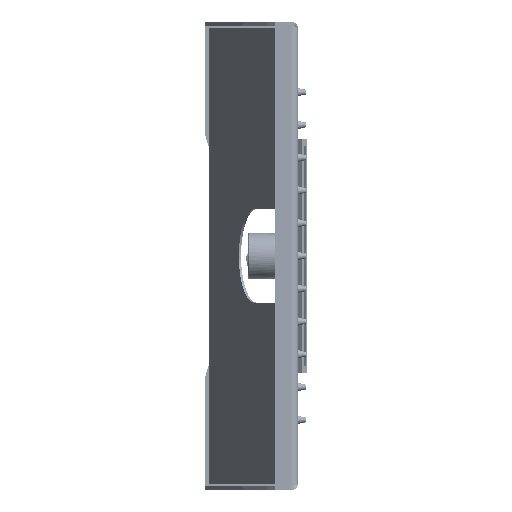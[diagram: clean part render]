
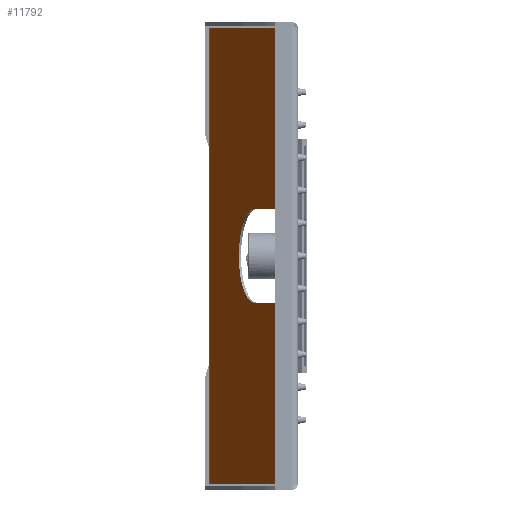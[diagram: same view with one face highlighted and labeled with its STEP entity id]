
A CAD part, left-side view. The second image highlights one B-rep face of the part: STEP entity #11792.
In plain terms, the highlighted planar face has unit normal (-0.322, 0.947, 0).
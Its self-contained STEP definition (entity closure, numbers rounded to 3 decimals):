
#11792=ADVANCED_FACE('',(#16408),#16409,.F.);
#16408=FACE_OUTER_BOUND('',#20877,.T.);
#16409=PLANE('',#20878);
#20877=EDGE_LOOP('',(#26537,#26538,#26539,#26540,#26541,#26542,#26543,#26544,#26545,#26546,#26547,#26548));
#20878=AXIS2_PLACEMENT_3D('',#26549,#26550,#26551);
#26537=ORIENTED_EDGE('',*,*,#34172,.F.);
#26538=ORIENTED_EDGE('',*,*,#34173,.T.);
#26539=ORIENTED_EDGE('',*,*,#34174,.T.);
#26540=ORIENTED_EDGE('',*,*,#34175,.T.);
#26541=ORIENTED_EDGE('',*,*,#34176,.T.);
#26542=ORIENTED_EDGE('',*,*,#34177,.T.);
#26543=ORIENTED_EDGE('',*,*,#34178,.T.);
#26544=ORIENTED_EDGE('',*,*,#34179,.T.);
#26545=ORIENTED_EDGE('',*,*,#34180,.F.);
#26546=ORIENTED_EDGE('',*,*,#34181,.T.);
#26547=ORIENTED_EDGE('',*,*,#34182,.F.);
#26548=ORIENTED_EDGE('',*,*,#34183,.T.);
#26549=CARTESIAN_POINT('',(201.05,3.75,-97.502));
#26550=DIRECTION('',(0.322,-0.947,0.0));
#26551=DIRECTION('',(0.947,0.322,0.0));
#34172=EDGE_CURVE('',#37574,#37575,#37576,.F.);
#34173=EDGE_CURVE('',#37574,#37577,#37578,.T.);
#34174=EDGE_CURVE('',#37577,#37579,#37580,.T.);
#34175=EDGE_CURVE('',#37579,#37581,#37582,.T.);
#34176=EDGE_CURVE('',#37581,#37583,#37584,.T.);
#34177=EDGE_CURVE('',#37583,#37585,#37586,.T.);
#34178=EDGE_CURVE('',#37585,#37587,#37588,.F.);
#34179=EDGE_CURVE('',#37587,#37589,#37590,.F.);
#34180=EDGE_CURVE('',#37591,#37589,#37592,.F.);
#34181=EDGE_CURVE('',#37591,#37593,#37594,.T.);
#34182=EDGE_CURVE('',#37595,#37593,#37596,.T.);
#34183=EDGE_CURVE('',#37595,#37575,#37597,.T.);
#37574=VERTEX_POINT('',#42572);
#37575=VERTEX_POINT('',#42573);
#37576=LINE('',#42574,#42575);
#37577=VERTEX_POINT('',#42576);
#37578=LINE('',#42577,#42578);
#37579=VERTEX_POINT('',#42579);
#37580=LINE('',#42580,#42581);
#37581=VERTEX_POINT('',#42582);
#37582=B_SPLINE_CURVE_WITH_KNOTS('',2,(#42583,#42584,#42585),.UNSPECIFIED.,.F.,.F.,(3,3),(0.0,1.0),.UNSPECIFIED.);
#37583=VERTEX_POINT('',#42586);
#37584=ELLIPSE('',#42587,21.122,20.0);
#37585=VERTEX_POINT('',#42588);
#37586=B_SPLINE_CURVE_WITH_KNOTS('',2,(#42589,#42590,#42591),.UNSPECIFIED.,.F.,.F.,(3,3),(0.0,1.0),.UNSPECIFIED.);
#37587=VERTEX_POINT('',#42592);
#37588=LINE('',#42593,#42594);
#37589=VERTEX_POINT('',#42595);
#37590=LINE('',#42596,#42597);
#37591=VERTEX_POINT('',#42598);
#37592=LINE('',#42599,#42600);
#37593=VERTEX_POINT('',#42601);
#37594=LINE('',#42602,#42603);
#37595=VERTEX_POINT('',#42604);
#37596=LINE('',#42605,#42606);
#37597=LINE('',#42607,#42608);
#42572=CARTESIAN_POINT('',(159.257,-10.447,-20.0));
#42573=CARTESIAN_POINT('',(159.257,-10.447,-97.5));
#42574=CARTESIAN_POINT('',(159.257,-10.447,-97.502));
#42575=VECTOR('',#48437,1.0);
#42576=CARTESIAN_POINT('',(185.574,-1.507,-20.0));
#42577=CARTESIAN_POINT('',(201.05,3.75,-20.0));
#42578=VECTOR('',#48438,1.0);
#42579=CARTESIAN_POINT('',(185.894,-1.395,-20.0));
#42580=CARTESIAN_POINT('',(201.05,3.75,-20.0));
#42581=VECTOR('',#48439,1.0);
#42582=CARTESIAN_POINT('',(191.638,0.553,-19.158));
#42583=CARTESIAN_POINT('',(185.895,-1.398,-20.0));
#42584=CARTESIAN_POINT('',(188.829,-0.402,-20.0));
#42585=CARTESIAN_POINT('',(191.638,0.553,-19.158));
#42586=CARTESIAN_POINT('',(192.863,0.969,18.747));
#42587=AXIS2_PLACEMENT_3D('',#48440,#48441,#48442);
#42588=CARTESIAN_POINT('',(185.895,-1.396,20.0));
#42589=CARTESIAN_POINT('',(192.863,0.969,18.747));
#42590=CARTESIAN_POINT('',(189.492,-0.176,20.0));
#42591=CARTESIAN_POINT('',(185.895,-1.398,20.0));
#42592=CARTESIAN_POINT('',(185.574,-1.507,20.0));
#42593=CARTESIAN_POINT('',(201.05,3.75,20.0));
#42594=VECTOR('',#48443,1.0);
#42595=CARTESIAN_POINT('',(159.257,-10.447,20.0));
#42596=CARTESIAN_POINT('',(201.05,3.75,20.0));
#42597=VECTOR('',#48444,1.0);
#42598=CARTESIAN_POINT('',(159.257,-10.447,97.5));
#42599=CARTESIAN_POINT('',(159.257,-10.447,-97.502));
#42600=VECTOR('',#48445,1.0);
#42601=CARTESIAN_POINT('',(242.687,17.894,97.5));
#42602=CARTESIAN_POINT('',(201.05,3.75,97.5));
#42603=VECTOR('',#48446,1.0);
#42604=CARTESIAN_POINT('',(242.687,17.894,-97.5));
#42605=CARTESIAN_POINT('',(242.687,17.894,97.5));
#42606=VECTOR('',#48447,1.0);
#42607=CARTESIAN_POINT('',(201.05,3.75,-97.5));
#42608=VECTOR('',#48448,1.0);
#48437=DIRECTION('',(0.0,0.0,1.0));
#48438=DIRECTION('',(0.947,0.322,0.0));
#48439=DIRECTION('',(0.947,0.322,0.0));
#48440=CARTESIAN_POINT('',(185.895,-1.398,0.));
#48441=DIRECTION('',(0.322,-0.947,0.0));
#48442=DIRECTION('',(0.947,0.322,0.0));
#48443=DIRECTION('',(0.947,0.322,0.0));
#48444=DIRECTION('',(0.947,0.322,0.0));
#48445=DIRECTION('',(0.0,0.0,1.0));
#48446=DIRECTION('',(0.947,0.322,0.0));
#48447=DIRECTION('',(0.0,0.0,1.0));
#48448=DIRECTION('',(-0.947,-0.322,0.0));
